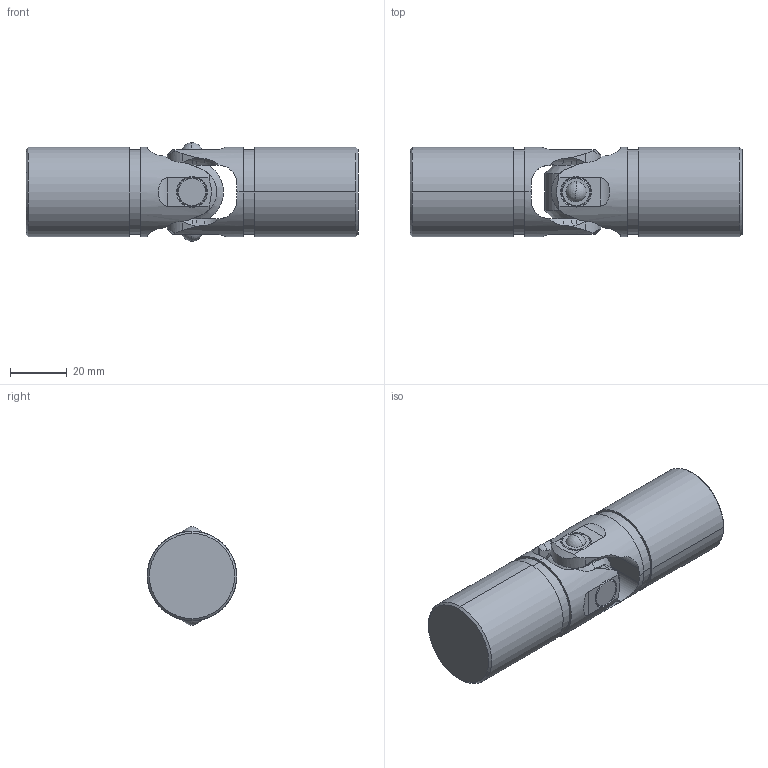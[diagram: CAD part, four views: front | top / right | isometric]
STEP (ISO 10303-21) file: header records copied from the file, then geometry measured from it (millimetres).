
FILE_DESCRIPTION (( 'STEP AP214' ), '1' );
FILE_NAME ('UJ-LV1250.STEP', '2018-06-08T20:06:26', ( 'rick' ), ( 'Hewlett-Packard Company' ), 'SwSTEP 2.0', 'SolidWorks 2017', '' );
FILE_SCHEMA (( 'AUTOMOTIVE_DESIGN' ));
Length unit declared in the file: inch
Products named in the file (6): HS-5A HS SERIES LONG PIN_HS1250-5A; HS-4A HS SERIES SHORT PIN_HS1250-4A; RIVET_HS1250-3A - Clinch; HS-2A HS SERIES BLOCK_HS1250-2A; LVY1250_LVY1250; UJ-LV1250
Assembly tree (7 placements, depth 2):
  UJ-LV1250
    LVY1250_LVY1250  x2
    HS-2A HS SERIES BLOCK_HS1250-2A
    RIVET_HS1250-3A - Clinch
    HS-4A HS SERIES SHORT PIN_HS1250-4A  x2
    HS-5A HS SERIES LONG PIN_HS1250-5A
Bounding box: 117.5 x 31.62 x 34.88 mm (x, y, z)
Volume: 83057 mm3; surface area: 21102.7 mm2
Topology: 7 solids, 7 shells, 196 faces, 510 edges, 328 vertices
Faces by surface type: cylinder 70, plane 56, cone 48, sphere 20, torus 2
Entity records: 4628 total; most frequent: CARTESIAN_POINT 1442, DIRECTION 630, ORIENTED_EDGE 612, EDGE_CURVE 306, AXIS2_PLACEMENT_3D 264, VERTEX_POINT 196, EDGE_LOOP 134, CIRCLE 134
